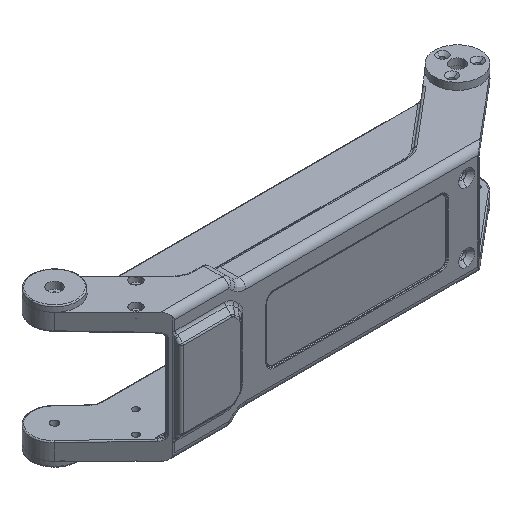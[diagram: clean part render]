
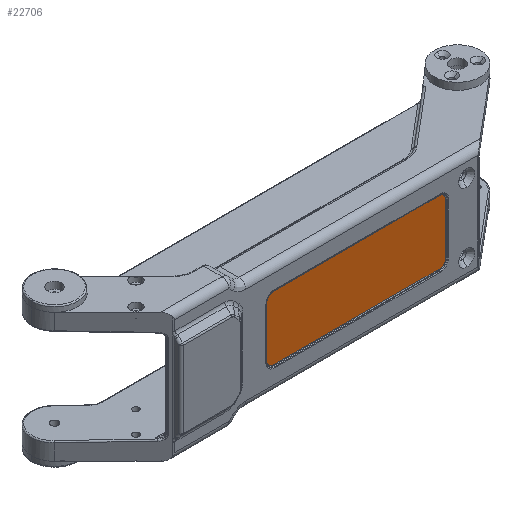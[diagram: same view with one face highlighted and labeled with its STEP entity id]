
A CAD part, isometric view. The second image highlights one B-rep face of the part: STEP entity #22706.
In plain terms, the highlighted planar face has unit normal (0, -1, 0).
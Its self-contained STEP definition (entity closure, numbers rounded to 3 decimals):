
#20067 = EDGE_CURVE('',#20068,#20070,#20072,.T.);
#20068 = VERTEX_POINT('',#20069);
#20069 = CARTESIAN_POINT('',(-27.793,-32.5,-11.));
#20070 = VERTEX_POINT('',#20071);
#20071 = CARTESIAN_POINT('',(-25.,-32.5,-13.793));
#20072 = B_SPLINE_CURVE_WITH_KNOTS('',3,(#20073,#20074,#20075,#20076,
    #20077,#20078,#20079,#20080,#20081,#20082,#20083,#20084,#20085,
    #20086,#20087,#20088,#20089,#20090,#20091,#20092),.UNSPECIFIED.,.F.,
  .F.,(4,1,1,1,2,2,2,1,1,1,2,2,4),(0.,0.125,0.188,0.219,0.234,0.25
    ,0.5,0.625,0.688,0.719,0.734,0.75,1.),.UNSPECIFIED.);
#20073 = CARTESIAN_POINT('',(-27.793,-32.5,-11.));
#20074 = CARTESIAN_POINT('',(-27.793,-32.5,-11.177));
#20075 = CARTESIAN_POINT('',(-27.768,-32.5,-11.439));
#20076 = CARTESIAN_POINT('',(-27.697,-32.5,-11.736));
#20077 = CARTESIAN_POINT('',(-27.65,-32.5,-11.883));
#20078 = CARTESIAN_POINT('',(-27.628,-32.5,-11.945));
#20079 = CARTESIAN_POINT('',(-27.613,-32.5,-11.987));
#20080 = CARTESIAN_POINT('',(-27.606,-32.5,-12.006));
#20081 = CARTESIAN_POINT('',(-27.455,-32.5,-12.386));
#20082 = CARTESIAN_POINT('',(-27.247,-32.5,-12.702));
#20083 = CARTESIAN_POINT('',(-26.839,-32.5,-13.111));
#20084 = CARTESIAN_POINT('',(-26.618,-32.5,-13.291));
#20085 = CARTESIAN_POINT('',(-26.333,-32.5,-13.458));
#20086 = CARTESIAN_POINT('',(-26.183,-32.5,-13.531));
#20087 = CARTESIAN_POINT('',(-26.117,-32.5,-13.56));
#20088 = CARTESIAN_POINT('',(-26.073,-32.5,-13.579));
#20089 = CARTESIAN_POINT('',(-26.049,-32.5,-13.589));
#20090 = CARTESIAN_POINT('',(-25.698,-32.5,-13.728));
#20091 = CARTESIAN_POINT('',(-25.355,-32.5,-13.793));
#20092 = CARTESIAN_POINT('',(-25.,-32.5,-13.793));
#20129 = EDGE_CURVE('',#20130,#20068,#20132,.T.);
#20130 = VERTEX_POINT('',#20131);
#20131 = CARTESIAN_POINT('',(-27.793,-32.5,11.));
#20132 = LINE('',#20133,#20134);
#20133 = CARTESIAN_POINT('',(-27.793,-32.5,-28.));
#20134 = VECTOR('',#20135,1.);
#20135 = DIRECTION('',(-0.,-0.,-1.));
#20156 = VERTEX_POINT('',#20157);
#20157 = CARTESIAN_POINT('',(-25.,-32.5,13.793));
#20164 = EDGE_CURVE('',#20156,#20130,#20165,.T.);
#20165 = B_SPLINE_CURVE_WITH_KNOTS('',3,(#20166,#20167,#20168,#20169,
    #20170,#20171,#20172,#20173,#20174,#20175,#20176,#20177,#20178,
    #20179,#20180,#20181,#20182,#20183,#20184,#20185),.UNSPECIFIED.,.F.,
  .F.,(4,1,1,1,2,2,2,1,1,1,2,2,4),(0.,0.125,0.188,0.219,0.234,0.25
    ,0.5,0.625,0.688,0.719,0.734,0.75,1.),.UNSPECIFIED.);
#20166 = CARTESIAN_POINT('',(-25.,-32.5,13.793));
#20167 = CARTESIAN_POINT('',(-25.177,-32.5,13.793));
#20168 = CARTESIAN_POINT('',(-25.439,-32.5,13.768));
#20169 = CARTESIAN_POINT('',(-25.736,-32.5,13.697));
#20170 = CARTESIAN_POINT('',(-25.883,-32.5,13.65));
#20171 = CARTESIAN_POINT('',(-25.945,-32.5,13.628));
#20172 = CARTESIAN_POINT('',(-25.987,-32.5,13.613));
#20173 = CARTESIAN_POINT('',(-26.006,-32.5,13.606));
#20174 = CARTESIAN_POINT('',(-26.386,-32.5,13.455));
#20175 = CARTESIAN_POINT('',(-26.702,-32.5,13.247));
#20176 = CARTESIAN_POINT('',(-27.111,-32.5,12.839));
#20177 = CARTESIAN_POINT('',(-27.291,-32.5,12.618));
#20178 = CARTESIAN_POINT('',(-27.458,-32.5,12.333));
#20179 = CARTESIAN_POINT('',(-27.531,-32.5,12.183));
#20180 = CARTESIAN_POINT('',(-27.56,-32.5,12.117));
#20181 = CARTESIAN_POINT('',(-27.579,-32.5,12.073));
#20182 = CARTESIAN_POINT('',(-27.589,-32.5,12.049));
#20183 = CARTESIAN_POINT('',(-27.728,-32.5,11.698));
#20184 = CARTESIAN_POINT('',(-27.793,-32.5,11.355));
#20185 = CARTESIAN_POINT('',(-27.793,-32.5,11.));
#20210 = VERTEX_POINT('',#20211);
#20211 = CARTESIAN_POINT('',(47.,-32.5,13.793));
#20218 = EDGE_CURVE('',#20210,#20156,#20219,.T.);
#20219 = LINE('',#20220,#20221);
#20220 = CARTESIAN_POINT('',(11.,-32.5,13.793));
#20221 = VECTOR('',#20222,1.);
#20222 = DIRECTION('',(-1.,0.,0.));
#20235 = VERTEX_POINT('',#20236);
#20236 = CARTESIAN_POINT('',(49.793,-32.5,11.));
#20243 = EDGE_CURVE('',#20235,#20210,#20244,.T.);
#20244 = B_SPLINE_CURVE_WITH_KNOTS('',3,(#20245,#20246,#20247,#20248,
    #20249,#20250,#20251,#20252,#20253,#20254,#20255,#20256,#20257,
    #20258,#20259,#20260,#20261,#20262,#20263,#20264),.UNSPECIFIED.,.F.,
  .F.,(4,1,1,1,2,2,2,1,1,1,2,2,4),(0.,0.125,0.188,0.219,0.234,0.25
    ,0.5,0.625,0.688,0.719,0.734,0.75,1.),.UNSPECIFIED.);
#20245 = CARTESIAN_POINT('',(49.793,-32.5,11.));
#20246 = CARTESIAN_POINT('',(49.793,-32.5,11.177));
#20247 = CARTESIAN_POINT('',(49.768,-32.5,11.439));
#20248 = CARTESIAN_POINT('',(49.697,-32.5,11.736));
#20249 = CARTESIAN_POINT('',(49.65,-32.5,11.883));
#20250 = CARTESIAN_POINT('',(49.628,-32.5,11.945));
#20251 = CARTESIAN_POINT('',(49.613,-32.5,11.987));
#20252 = CARTESIAN_POINT('',(49.606,-32.5,12.006));
#20253 = CARTESIAN_POINT('',(49.455,-32.5,12.386));
#20254 = CARTESIAN_POINT('',(49.247,-32.5,12.702));
#20255 = CARTESIAN_POINT('',(48.839,-32.5,13.111));
#20256 = CARTESIAN_POINT('',(48.618,-32.5,13.291));
#20257 = CARTESIAN_POINT('',(48.333,-32.5,13.458));
#20258 = CARTESIAN_POINT('',(48.183,-32.5,13.531));
#20259 = CARTESIAN_POINT('',(48.117,-32.5,13.56));
#20260 = CARTESIAN_POINT('',(48.073,-32.5,13.579));
#20261 = CARTESIAN_POINT('',(48.049,-32.5,13.589));
#20262 = CARTESIAN_POINT('',(47.698,-32.5,13.728));
#20263 = CARTESIAN_POINT('',(47.355,-32.5,13.793));
#20264 = CARTESIAN_POINT('',(47.,-32.5,13.793));
#20289 = VERTEX_POINT('',#20290);
#20290 = CARTESIAN_POINT('',(49.793,-32.5,-11.));
#20297 = EDGE_CURVE('',#20289,#20235,#20298,.T.);
#20298 = LINE('',#20299,#20300);
#20299 = CARTESIAN_POINT('',(49.793,-32.5,-28.));
#20300 = VECTOR('',#20301,1.);
#20301 = DIRECTION('',(0.,0.,1.));
#20314 = VERTEX_POINT('',#20315);
#20315 = CARTESIAN_POINT('',(47.,-32.5,-13.793));
#20322 = EDGE_CURVE('',#20314,#20289,#20323,.T.);
#20323 = B_SPLINE_CURVE_WITH_KNOTS('',3,(#20324,#20325,#20326,#20327,
    #20328,#20329,#20330,#20331,#20332,#20333,#20334,#20335,#20336,
    #20337,#20338,#20339,#20340,#20341,#20342,#20343),.UNSPECIFIED.,.F.,
  .F.,(4,1,1,1,2,2,2,1,1,1,2,2,4),(0.,0.125,0.188,0.219,0.234,0.25
    ,0.5,0.625,0.688,0.719,0.734,0.75,1.),.UNSPECIFIED.);
#20324 = CARTESIAN_POINT('',(47.,-32.5,-13.793));
#20325 = CARTESIAN_POINT('',(47.177,-32.5,-13.793));
#20326 = CARTESIAN_POINT('',(47.439,-32.5,-13.768));
#20327 = CARTESIAN_POINT('',(47.736,-32.5,-13.697));
#20328 = CARTESIAN_POINT('',(47.883,-32.5,-13.65));
#20329 = CARTESIAN_POINT('',(47.945,-32.5,-13.628));
#20330 = CARTESIAN_POINT('',(47.987,-32.5,-13.613));
#20331 = CARTESIAN_POINT('',(48.006,-32.5,-13.606));
#20332 = CARTESIAN_POINT('',(48.386,-32.5,-13.455));
#20333 = CARTESIAN_POINT('',(48.702,-32.5,-13.247));
#20334 = CARTESIAN_POINT('',(49.111,-32.5,-12.839));
#20335 = CARTESIAN_POINT('',(49.291,-32.5,-12.618));
#20336 = CARTESIAN_POINT('',(49.458,-32.5,-12.333));
#20337 = CARTESIAN_POINT('',(49.531,-32.5,-12.183));
#20338 = CARTESIAN_POINT('',(49.56,-32.5,-12.117));
#20339 = CARTESIAN_POINT('',(49.579,-32.5,-12.073));
#20340 = CARTESIAN_POINT('',(49.589,-32.5,-12.049));
#20341 = CARTESIAN_POINT('',(49.728,-32.5,-11.698));
#20342 = CARTESIAN_POINT('',(49.793,-32.5,-11.355));
#20343 = CARTESIAN_POINT('',(49.793,-32.5,-11.));
#20366 = EDGE_CURVE('',#20070,#20314,#20367,.T.);
#20367 = LINE('',#20368,#20369);
#20368 = CARTESIAN_POINT('',(0.,-32.5,-13.793));
#20369 = VECTOR('',#20370,1.);
#20370 = DIRECTION('',(1.,0.,0.));
#22706 = ADVANCED_FACE('',(#22707),#22717,.T.);
#22707 = FACE_BOUND('',#22708,.T.);
#22708 = EDGE_LOOP('',(#22709,#22710,#22711,#22712,#22713,#22714,#22715,
    #22716));
#22709 = ORIENTED_EDGE('',*,*,#20243,.T.);
#22710 = ORIENTED_EDGE('',*,*,#20218,.T.);
#22711 = ORIENTED_EDGE('',*,*,#20164,.T.);
#22712 = ORIENTED_EDGE('',*,*,#20129,.T.);
#22713 = ORIENTED_EDGE('',*,*,#20067,.T.);
#22714 = ORIENTED_EDGE('',*,*,#20366,.T.);
#22715 = ORIENTED_EDGE('',*,*,#20322,.T.);
#22716 = ORIENTED_EDGE('',*,*,#20297,.T.);
#22717 = PLANE('',#22718);
#22718 = AXIS2_PLACEMENT_3D('',#22719,#22720,#22721);
#22719 = CARTESIAN_POINT('',(0.,-32.5,-28.));
#22720 = DIRECTION('',(0.,-1.,0.));
#22721 = DIRECTION('',(0.,0.,-1.));
